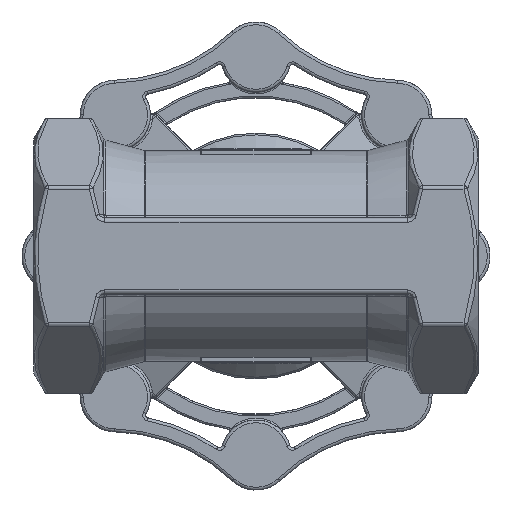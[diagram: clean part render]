
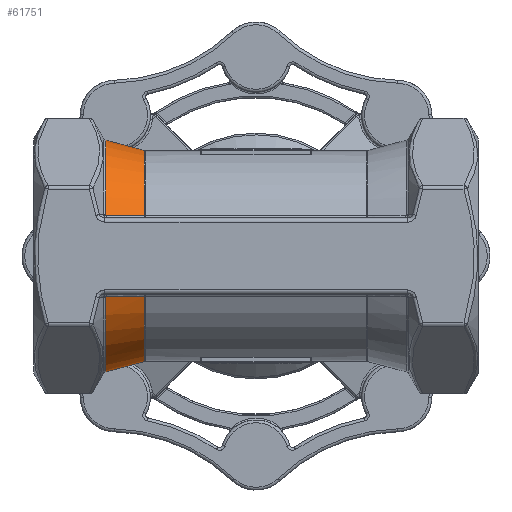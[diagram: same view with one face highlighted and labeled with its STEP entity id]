
A CAD part, front view. The second image highlights one B-rep face of the part: STEP entity #61751.
In plain terms, the highlighted conical face has half-angle 15 degrees and reference radius 19.876 mm.
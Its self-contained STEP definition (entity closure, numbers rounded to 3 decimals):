
#6067 = FACE_OUTER_BOUND ( 'NONE', #27474, .T. ) ;
#6099 = CARTESIAN_POINT ( 'NONE',  ( -26., 0., 0. ) ) ;
#6100 = DIRECTION ( 'NONE',  ( -1., 0., 0. ) ) ;
#6110 = DIRECTION ( 'NONE',  ( 0., 0., 1. ) ) ;
#7408 = CONICAL_SURFACE ( 'NONE', #7409, 19.876, 0.262 ) ;
#7409 = AXIS2_PLACEMENT_3D ( 'NONE', #6099, #6100, #6110 ) ;
#9923 = ORIENTED_EDGE ( 'NONE', *, *, #37806, .T. ) ;
#9924 = ORIENTED_EDGE ( 'NONE', *, *, #37803, .T. ) ;
#9925 = ORIENTED_EDGE ( 'NONE', *, *, #37817, .T. ) ;
#9926 = ORIENTED_EDGE ( 'NONE', *, *, #42706, .T. ) ;
#23640 = B_SPLINE_CURVE_WITH_KNOTS ( 'NONE', 3,
 ( #43902, #43890, #43906, #43907, #43909, #43911, #43913 ),
 .UNSPECIFIED., .F., .F.,
 ( 4, 3, 4 ),
 ( 0., 0.001, 0.007 ),
 .UNSPECIFIED. ) ;
#23646 = B_SPLINE_CURVE_WITH_KNOTS ( 'NONE', 3,
 ( #43985, #43984, #43996, #43998, #43999, #44001, #44003 ),
 .UNSPECIFIED., .F., .F.,
 ( 4, 3, 4 ),
 ( 0., 0.001, 0.007 ),
 .UNSPECIFIED. ) ;
#27474 = EDGE_LOOP ( 'NONE', ( #9923, #9924, #9925, #9926 ) ) ;
#28337 = VERTEX_POINT ( 'NONE', #39502 ) ;
#28436 = VERTEX_POINT ( 'NONE', #39548 ) ;
#37803 = EDGE_CURVE ( 'NONE', #28436, #28337, #39689, .T. ) ;
#37806 = EDGE_CURVE ( 'NONE', #60535, #28436, #23640, .T. ) ;
#37817 = EDGE_CURVE ( 'NONE', #28337, #60555, #23646, .T. ) ;
#39502 = CARTESIAN_POINT ( 'NONE',  ( -25.635, -18.512, 6.962 ) ) ;
#39548 = CARTESIAN_POINT ( 'NONE',  ( -25.635, -18.512, -6.962 ) ) ;
#39689 = CIRCLE ( 'NONE', #39692, 19.778 ) ;
#39692 = AXIS2_PLACEMENT_3D ( 'NONE', #43883, #43885, #43887 ) ;
#39977 = CIRCLE ( 'NONE', #39986, 18.024 ) ;
#39986 = AXIS2_PLACEMENT_3D ( 'NONE', #72123, #72124, #72125 ) ;
#42706 = EDGE_CURVE ( 'NONE', #60555, #60535, #39977, .T. ) ;
#43883 = CARTESIAN_POINT ( 'NONE',  ( -25.635, 0., 0. ) ) ;
#43885 = DIRECTION ( 'NONE',  ( 1., 0., 0. ) ) ;
#43887 = DIRECTION ( 'NONE',  ( 0., 0., 1. ) ) ;
#43890 = CARTESIAN_POINT ( 'NONE',  ( -19.537, -16.764, -6.941 ) ) ;
#43902 = CARTESIAN_POINT ( 'NONE',  ( -19.089, -16.634, -6.94 ) ) ;
#43906 = CARTESIAN_POINT ( 'NONE',  ( -19.986, -16.893, -6.943 ) ) ;
#43907 = CARTESIAN_POINT ( 'NONE',  ( -20.434, -17.022, -6.945 ) ) ;
#43909 = CARTESIAN_POINT ( 'NONE',  ( -22.167, -17.521, -6.951 ) ) ;
#43911 = CARTESIAN_POINT ( 'NONE',  ( -23.901, -18.018, -6.957 ) ) ;
#43913 = CARTESIAN_POINT ( 'NONE',  ( -25.635, -18.512, -6.962 ) ) ;
#43984 = CARTESIAN_POINT ( 'NONE',  ( -25.186, -18.384, 6.961 ) ) ;
#43985 = CARTESIAN_POINT ( 'NONE',  ( -25.635, -18.512, 6.962 ) ) ;
#43996 = CARTESIAN_POINT ( 'NONE',  ( -24.737, -18.256, 6.959 ) ) ;
#43998 = CARTESIAN_POINT ( 'NONE',  ( -24.289, -18.128, 6.958 ) ) ;
#43999 = CARTESIAN_POINT ( 'NONE',  ( -22.555, -17.632, 6.952 ) ) ;
#44001 = CARTESIAN_POINT ( 'NONE',  ( -20.822, -17.135, 6.946 ) ) ;
#44003 = CARTESIAN_POINT ( 'NONE',  ( -19.089, -16.634, 6.94 ) ) ;
#60535 = VERTEX_POINT ( 'NONE', #72743 ) ;
#60555 = VERTEX_POINT ( 'NONE', #72767 ) ;
#61751 = ADVANCED_FACE ( 'NONE', ( #6067 ), #7408, .T. ) ;
#72123 = CARTESIAN_POINT ( 'NONE',  ( -19.089, 0., 0. ) ) ;
#72124 = DIRECTION ( 'NONE',  ( -1., 0., 0. ) ) ;
#72125 = DIRECTION ( 'NONE',  ( 0., 0., 1. ) ) ;
#72743 = CARTESIAN_POINT ( 'NONE',  ( -19.089, -16.634, -6.94 ) ) ;
#72767 = CARTESIAN_POINT ( 'NONE',  ( -19.089, -16.634, 6.94 ) ) ;
